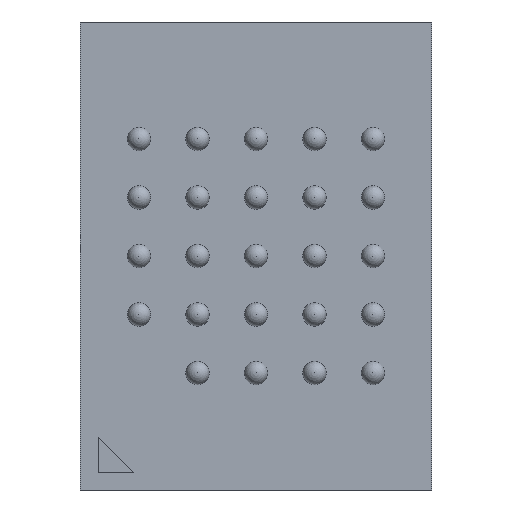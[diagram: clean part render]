
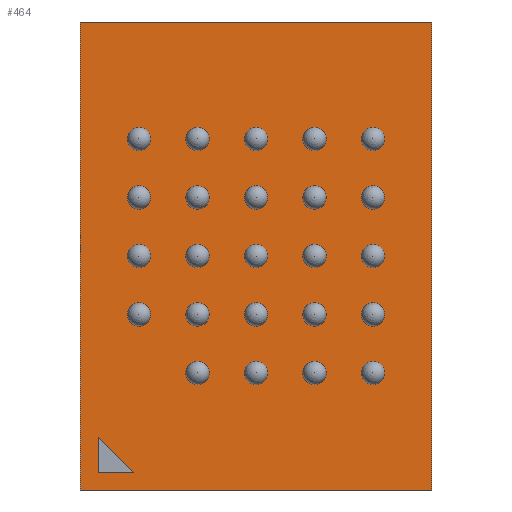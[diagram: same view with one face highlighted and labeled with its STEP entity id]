
A CAD part, front view. The second image highlights one B-rep face of the part: STEP entity #464.
In plain terms, the highlighted planar face has unit normal (0, -1, 0).
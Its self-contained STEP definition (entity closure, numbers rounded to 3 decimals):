
#123=FACE_OUTER_BOUND('',#161,.T.);
#161=EDGE_LOOP('',(#370,#371,#372,#373));
#194=LINE('',#757,#216);
#198=LINE('',#765,#220);
#201=LINE('',#771,#223);
#204=LINE('',#776,#226);
#216=VECTOR('',#605,10.);
#220=VECTOR('',#611,10.);
#223=VECTOR('',#616,10.);
#226=VECTOR('',#621,10.);
#238=VERTEX_POINT('',#755);
#239=VERTEX_POINT('',#756);
#242=VERTEX_POINT('',#764);
#244=VERTEX_POINT('',#770);
#302=EDGE_CURVE('',#238,#239,#194,.T.);
#306=EDGE_CURVE('',#239,#242,#198,.T.);
#309=EDGE_CURVE('',#242,#244,#201,.T.);
#312=EDGE_CURVE('',#244,#238,#204,.T.);
#370=ORIENTED_EDGE('',*,*,#312,.T.);
#371=ORIENTED_EDGE('',*,*,#302,.T.);
#372=ORIENTED_EDGE('',*,*,#306,.T.);
#373=ORIENTED_EDGE('',*,*,#309,.T.);
#451=PLANE('',#542);
#464=ADVANCED_FACE('',(#123),#451,.F.);
#542=AXIS2_PLACEMENT_3D('',#779,#625,#626);
#605=DIRECTION('',(0.,0.,1.));
#611=DIRECTION('',(-1.,0.,0.));
#616=DIRECTION('',(0.,0.,-1.));
#621=DIRECTION('',(1.,0.,0.));
#625=DIRECTION('center_axis',(0.,1.,0.));
#626=DIRECTION('ref_axis',(1.,0.,0.));
#755=CARTESIAN_POINT('',(3.,0.4,-4.));
#756=CARTESIAN_POINT('',(3.,0.4,4.));
#757=CARTESIAN_POINT('',(3.,0.4,-4.));
#764=CARTESIAN_POINT('',(-3.,0.4,4.));
#765=CARTESIAN_POINT('',(3.,0.4,4.));
#770=CARTESIAN_POINT('',(-3.,0.4,-4.));
#771=CARTESIAN_POINT('',(-3.,0.4,4.));
#776=CARTESIAN_POINT('',(-3.,0.4,-4.));
#779=CARTESIAN_POINT('Origin',(0.,0.4,0.));
